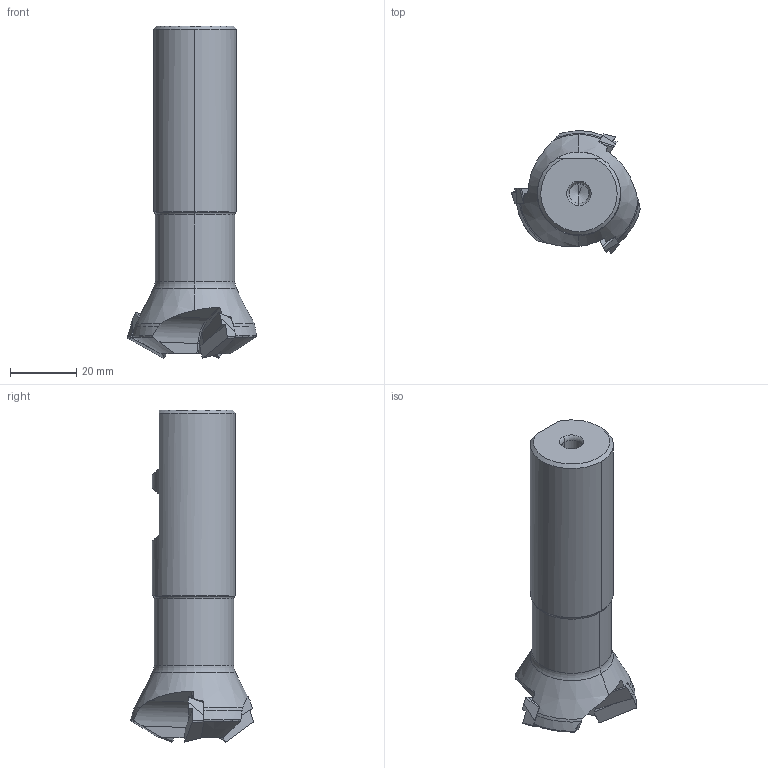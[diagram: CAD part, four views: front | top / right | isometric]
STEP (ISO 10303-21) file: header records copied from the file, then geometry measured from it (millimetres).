
FILE_DESCRIPTION((''),'2;1');
FILE_NAME('12P1R020044W5R00','2018-04-19T',('poussios'),(''),'CREO PARAMETRIC BY PTC INC, 2017020','CREO PARAMETRIC BY PTC INC, 2017020','');
FILE_SCHEMA(('AUTOMOTIVE_DESIGN { 1 0 10303 214 1 1 1 1 }'));
Length unit declared in the file: millimetre
Products named in the file (3): NOCUT; CUT; 12P1R020044W5R00
Assembly tree (4 placements, depth 2):
  12P1R020044W5R00
    NOCUT
    CUT  x3
Bounding box: 38.93 x 36.94 x 100.01 mm (x, y, z)
Volume: 47119.2 mm3; surface area: 11954.7 mm2
Topology: 4 solids, 4 shells, 122 faces, 343 edges, 255 vertices
Faces by surface type: plane 58, cylinder 29, torus 18, cone 17
Entity records: 5409 total; most frequent: CARTESIAN_POINT 1712, DIRECTION 485, ORIENTED_EDGE 470, PRESENTATION_STYLE_ASSIGNMENT 297, STYLED_ITEM 297, CURVE_STYLE 295, EDGE_CURVE 235, AXIS2_PLACEMENT_3D 188
